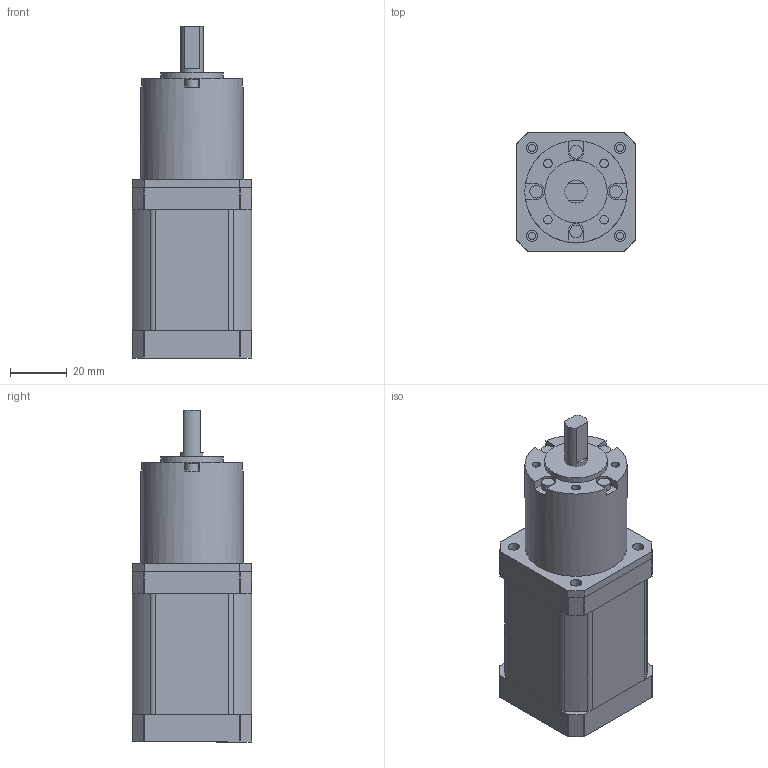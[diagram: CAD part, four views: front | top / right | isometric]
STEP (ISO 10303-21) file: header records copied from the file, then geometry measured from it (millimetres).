
FILE_DESCRIPTION(/* description */ (''),/* implementation_level */ '2;1');
FILE_NAME(/* name */ 'nema 17 with gearbox v5.step',/* time_stamp */ '2024-05-28T16:39:39+02:00',/* author */ (''),/* organization */ (''),/* preprocessor_version */ 'ST-DEVELOPER v20',/* originating_system */ 'Autodesk Translation Framework v13.14.0.145',/* authorisation */ '');
FILE_SCHEMA (('AUTOMOTIVE_DESIGN { 1 0 10303 214 3 1 1 }'));
Length unit declared in the file: millimetre
Products named in the file (3): nema 17 with gearbox; nema 17 planetray gearbox; NEMA17 17HS8401
Assembly tree (2 placements, depth 2):
  nema 17 with gearbox
    nema 17 planetray gearbox
    NEMA17 17HS8401
Bounding box: 42 x 42 x 117 mm (x, y, z)
Volume: 143200.5 mm3; surface area: 23572.4 mm2
Topology: 3 solids, 3 shells, 253 faces, 642 edges, 423 vertices
Faces by surface type: plane 183, cylinder 64, torus 5, cone 1
Full cylindrical faces by diameter (mm): 2.459 x4, 3 x4, 4 x4, 4.5 x4, 4.826 x4, 5 x2, 5.842 x4, 8 x1, 9.144 x2, 12 x1, 22 x2, 36 x1
Entity records: 8039 total; most frequent: CARTESIAN_POINT 1519, ORIENTED_EDGE 1288, DIRECTION 1286, EDGE_CURVE 644, AXIS2_PLACEMENT_3D 448, VERTEX_POINT 425, LINE 390, VECTOR 390
